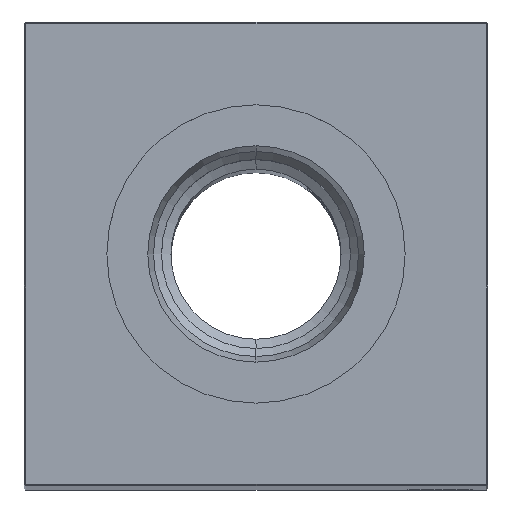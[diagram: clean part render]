
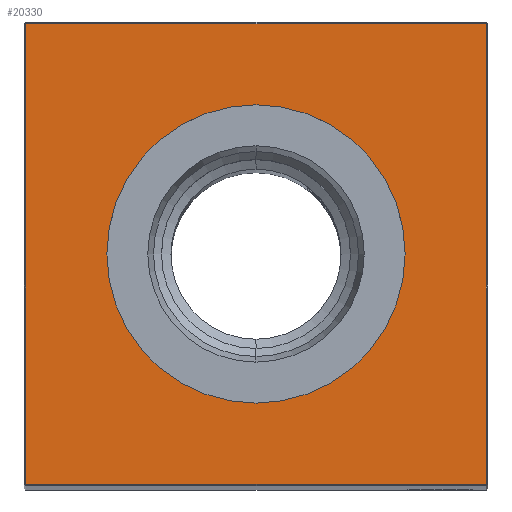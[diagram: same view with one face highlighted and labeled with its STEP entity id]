
A CAD part, top view. The second image highlights one B-rep face of the part: STEP entity #20330.
In plain terms, the highlighted planar face has unit normal (0, 0, 1).
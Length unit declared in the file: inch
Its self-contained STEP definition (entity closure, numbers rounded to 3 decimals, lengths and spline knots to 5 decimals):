
#393 = DIRECTION ( 'NONE',  ( -1., 0., 0. ) ) ;
#688 = VECTOR ( 'NONE', #4569, 39.37008 ) ;
#694 = CIRCLE ( 'NONE', #4093, 0.96457 ) ;
#878 = FACE_OUTER_BOUND ( 'NONE', #3250, .T. ) ;
#1159 = DIRECTION ( 'NONE',  ( -1., 0., 0. ) ) ;
#1753 = ORIENTED_EDGE ( 'NONE', *, *, #1808, .T. ) ;
#1808 = EDGE_CURVE ( 'NONE', #13318, #24884, #9761, .T. ) ;
#2310 = EDGE_CURVE ( 'NONE', #22322, #9040, #5725, .T. ) ;
#2933 = EDGE_CURVE ( 'NONE', #9040, #22322, #694, .T. ) ;
#3250 = EDGE_LOOP ( 'NONE', ( #21902, #1753, #15686, #11090 ) ) ;
#3574 = VECTOR ( 'NONE', #10029, 39.37008 ) ;
#4093 = AXIS2_PLACEMENT_3D ( 'NONE', #21732, #17471, #1159 ) ;
#4534 = CARTESIAN_POINT ( 'NONE',  ( 0., 0.96457, 15.25 ) ) ;
#4569 = DIRECTION ( 'NONE',  ( 0., -1., 0. ) ) ;
#4856 = DIRECTION ( 'NONE',  ( -1., 0., 0. ) ) ;
#5300 = VECTOR ( 'NONE', #25798, 39.37008 ) ;
#5725 = CIRCLE ( 'NONE', #6152, 0.96457 ) ;
#6152 = AXIS2_PLACEMENT_3D ( 'NONE', #14473, #10371, #393 ) ;
#7332 = CARTESIAN_POINT ( 'NONE',  ( 1.49, 1.49, 15.25 ) ) ;
#7527 = LINE ( 'NONE', #23825, #3574 ) ;
#8041 = VERTEX_POINT ( 'NONE', #7332 ) ;
#8670 = CARTESIAN_POINT ( 'NONE',  ( 1.49, -1.49, 15.25 ) ) ;
#8752 = EDGE_LOOP ( 'NONE', ( #15298, #9307 ) ) ;
#9040 = VERTEX_POINT ( 'NONE', #4534 ) ;
#9307 = ORIENTED_EDGE ( 'NONE', *, *, #2310, .T. ) ;
#9475 = VERTEX_POINT ( 'NONE', #9830 ) ;
#9761 = LINE ( 'NONE', #18087, #5300 ) ;
#9794 = EDGE_CURVE ( 'NONE', #9475, #13318, #22629, .T. ) ;
#9823 = VECTOR ( 'NONE', #11790, 39.37008 ) ;
#9830 = CARTESIAN_POINT ( 'NONE',  ( -1.49, 1.49, 15.25 ) ) ;
#10029 = DIRECTION ( 'NONE',  ( 0., 1., 0. ) ) ;
#10371 = DIRECTION ( 'NONE',  ( 0., 0., -1. ) ) ;
#10730 = EDGE_CURVE ( 'NONE', #24884, #8041, #7527, .T. ) ;
#11090 = ORIENTED_EDGE ( 'NONE', *, *, #23254, .T. ) ;
#11790 = DIRECTION ( 'NONE',  ( -1., 0., 0. ) ) ;
#13318 = VERTEX_POINT ( 'NONE', #17669 ) ;
#14473 = CARTESIAN_POINT ( 'NONE',  ( 0., 0., 15.25 ) ) ;
#15298 = ORIENTED_EDGE ( 'NONE', *, *, #2933, .T. ) ;
#15686 = ORIENTED_EDGE ( 'NONE', *, *, #10730, .T. ) ;
#15765 = LINE ( 'NONE', #16631, #9823 ) ;
#16631 = CARTESIAN_POINT ( 'NONE',  ( 0., 1.49, 15.25 ) ) ;
#16677 = CARTESIAN_POINT ( 'NONE',  ( 0., 0., 15.25 ) ) ;
#17471 = DIRECTION ( 'NONE',  ( 0., 0., -1. ) ) ;
#17596 = AXIS2_PLACEMENT_3D ( 'NONE', #16677, #22524, #4856 ) ;
#17669 = CARTESIAN_POINT ( 'NONE',  ( -1.49, -1.49, 15.25 ) ) ;
#18087 = CARTESIAN_POINT ( 'NONE',  ( 0., -1.49, 15.25 ) ) ;
#18672 = FACE_BOUND ( 'NONE', #8752, .T. ) ;
#18767 = CARTESIAN_POINT ( 'NONE',  ( -1.49, 0., 15.25 ) ) ;
#20330 = ADVANCED_FACE ( 'NONE', ( #878, #18672 ), #20799, .F. ) ;
#20799 = PLANE ( 'NONE',  #17596 ) ;
#21732 = CARTESIAN_POINT ( 'NONE',  ( 0., 0., 15.25 ) ) ;
#21902 = ORIENTED_EDGE ( 'NONE', *, *, #9794, .T. ) ;
#22322 = VERTEX_POINT ( 'NONE', #22473 ) ;
#22473 = CARTESIAN_POINT ( 'NONE',  ( 0., -0.96457, 15.25 ) ) ;
#22524 = DIRECTION ( 'NONE',  ( 0., 0., -1. ) ) ;
#22629 = LINE ( 'NONE', #18767, #688 ) ;
#23254 = EDGE_CURVE ( 'NONE', #8041, #9475, #15765, .T. ) ;
#23825 = CARTESIAN_POINT ( 'NONE',  ( 1.49, 0., 15.25 ) ) ;
#24884 = VERTEX_POINT ( 'NONE', #8670 ) ;
#25798 = DIRECTION ( 'NONE',  ( 1., 0., 0. ) ) ;
